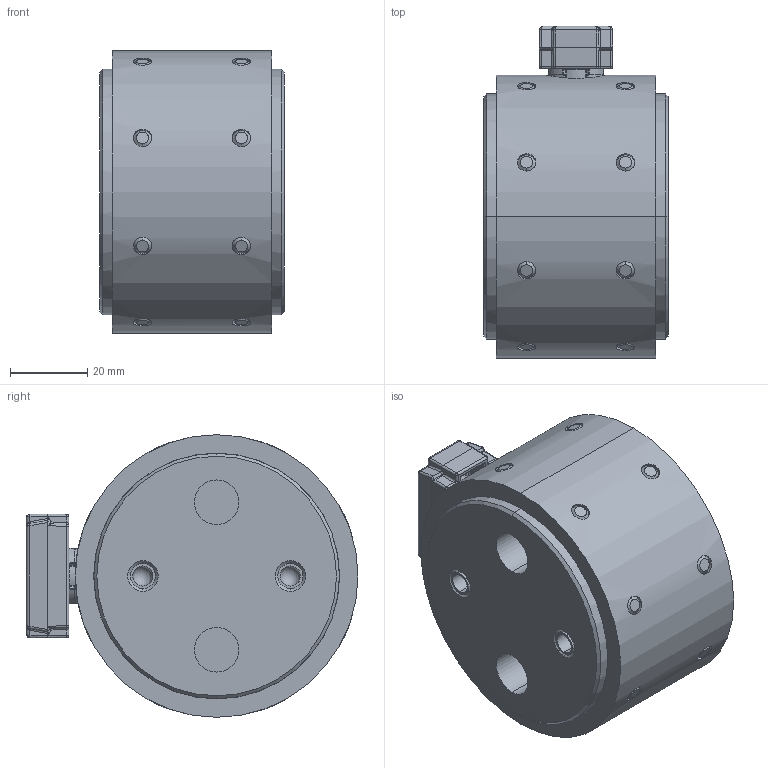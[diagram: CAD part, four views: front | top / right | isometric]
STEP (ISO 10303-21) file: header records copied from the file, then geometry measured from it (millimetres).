
FILE_DESCRIPTION (( 'STEP AP214' ), '1' );
FILE_NAME ('700654revA.STEP', '2016-04-21T12:39:06', ( '' ), ( '' ), 'SwSTEP 2.0', 'SolidWorks 2016', '' );
FILE_SCHEMA (( 'AUTOMOTIVE_DESIGN' ));
Length unit declared in the file: inch
Products named in the file (1): 700654revA
Bounding box: 47.65 x 85.76 x 73.03 mm (x, y, z)
Volume: 135646.2 mm3; surface area: 62844.1 mm2
Topology: 42 solids, 42 shells, 3155 faces, 7663 edges, 4495 vertices
Faces by surface type: plane 1867, cylinder 772, cone 250, bspline 120, torus 92, sphere 54
Entity records: 136329 total; most frequent: CARTESIAN_POINT 23544, ORIENTED_EDGE 14974, DIRECTION 14727, EDGE_CURVE 7487, AXIS2_PLACEMENT_3D 5192, VERTEX_POINT 4479, VECTOR 4343, LINE 4343
